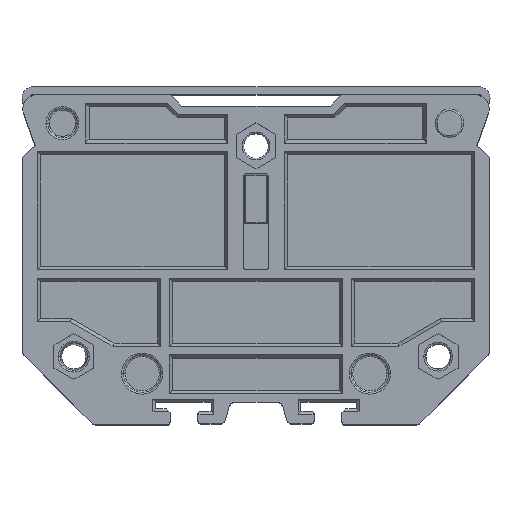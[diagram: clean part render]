
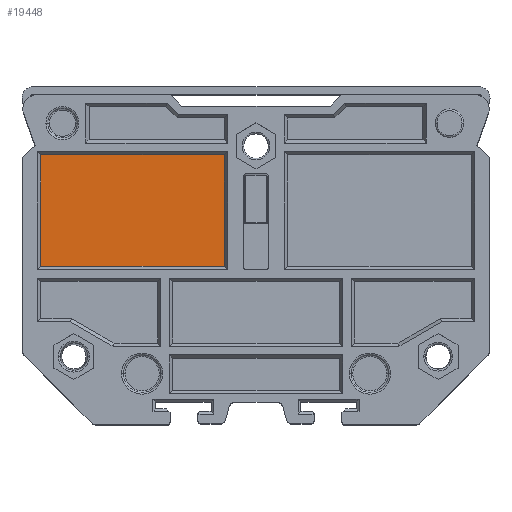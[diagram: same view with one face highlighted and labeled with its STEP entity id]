
A CAD part, top view. The second image highlights one B-rep face of the part: STEP entity #19448.
In plain terms, the highlighted planar face has unit normal (0, 0, 1).
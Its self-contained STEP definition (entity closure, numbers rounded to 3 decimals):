
#5407=DIRECTION('',(1.,0.,0.));
#5408=VECTOR('',#5407,32.245);
#5409=CARTESIAN_POINT('',(-57.223,-13.173,17.2));
#5410=LINE('',#5409,#5408);
#5411=DIRECTION('',(0.,1.,0.));
#5412=VECTOR('',#5411,19.545);
#5413=CARTESIAN_POINT('',(-57.223,-13.173,17.2));
#5414=LINE('',#5413,#5412);
#5415=DIRECTION('',(1.,0.,0.));
#5416=VECTOR('',#5415,32.245);
#5417=CARTESIAN_POINT('',(-57.223,6.373,17.2));
#5418=LINE('',#5417,#5416);
#5419=DIRECTION('',(0.,-1.,0.));
#5420=VECTOR('',#5419,19.545);
#5421=CARTESIAN_POINT('',(-24.977,6.373,17.2));
#5422=LINE('',#5421,#5420);
#12294=CARTESIAN_POINT('',(-57.223,6.373,17.2));
#12295=VERTEX_POINT('',#12294);
#12296=CARTESIAN_POINT('',(-57.223,-13.173,17.2));
#12297=VERTEX_POINT('',#12296);
#12298=CARTESIAN_POINT('',(-24.977,6.373,17.2));
#12299=VERTEX_POINT('',#12298);
#12300=CARTESIAN_POINT('',(-24.977,-13.173,17.2));
#12301=VERTEX_POINT('',#12300);
#19437=CARTESIAN_POINT('',(-19.4,-12.05,17.2));
#19438=DIRECTION('',(0.,0.,1.));
#19439=DIRECTION('',(1.,0.,0.));
#19440=AXIS2_PLACEMENT_3D('',#19437,#19438,#19439);
#19441=PLANE('',#19440);
#19442=ORIENTED_EDGE('',*,*,#19389,.T.);
#19443=ORIENTED_EDGE('',*,*,#19404,.T.);
#19444=ORIENTED_EDGE('',*,*,#19418,.T.);
#19445=ORIENTED_EDGE('',*,*,#19431,.F.);
#19446=EDGE_LOOP('',(#19442,#19443,#19444,#19445));
#19447=FACE_OUTER_BOUND('',#19446,.F.);
#19448=ADVANCED_FACE('',(#19447),#19441,.T.);
#19389=EDGE_CURVE('',#12297,#12295,#5414,.T.);
#19404=EDGE_CURVE('',#12295,#12299,#5418,.T.);
#19418=EDGE_CURVE('',#12299,#12301,#5422,.T.);
#19431=EDGE_CURVE('',#12297,#12301,#5410,.T.);
